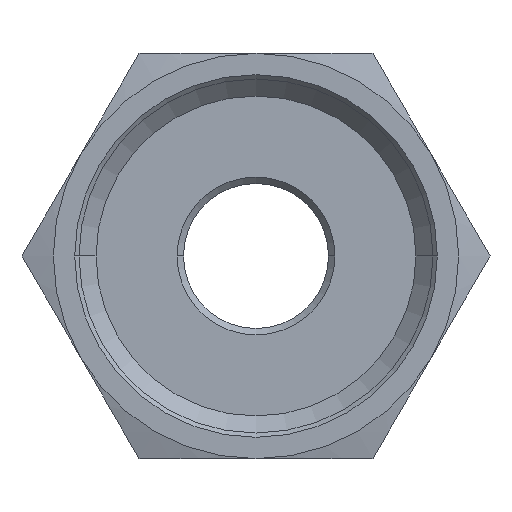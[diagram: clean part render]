
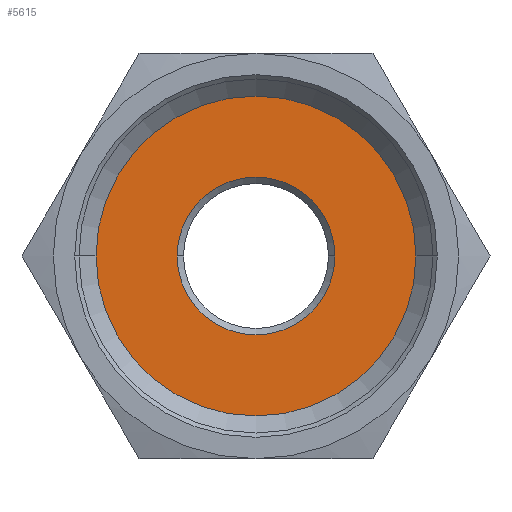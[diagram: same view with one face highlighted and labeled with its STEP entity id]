
A CAD part, left-side view. The second image highlights one B-rep face of the part: STEP entity #5615.
In plain terms, the highlighted planar face has unit normal (-1, 0, 0).
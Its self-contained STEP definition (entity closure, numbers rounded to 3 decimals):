
#2242=CARTESIAN_POINT('',(11.5,0.,0.));
#2243=DIRECTION('',(1.,0.,0.));
#2244=DIRECTION('',(0.,1.,0.));
#2245=AXIS2_PLACEMENT_3D('',#2242,#2243,#2244);
#2247=CARTESIAN_POINT('',(11.5,0.,0.));
#2248=DIRECTION('',(-1.,0.,0.));
#2249=DIRECTION('',(0.,1.,0.));
#2250=AXIS2_PLACEMENT_3D('',#2247,#2248,#2249);
#2252=CARTESIAN_POINT('',(11.5,0.,0.));
#2253=DIRECTION('',(-1.,0.,0.));
#2254=DIRECTION('',(0.,1.,0.));
#2255=AXIS2_PLACEMENT_3D('',#2252,#2253,#2254);
#2270=CARTESIAN_POINT('',(11.5,0.,0.));
#2271=DIRECTION('',(1.,0.,0.));
#2272=DIRECTION('',(0.,1.,0.));
#2273=AXIS2_PLACEMENT_3D('',#2270,#2271,#2272);
#2522=CARTESIAN_POINT('',(11.5,7.5,0.));
#2524=VERTEX_POINT('',#2522);
#2526=CARTESIAN_POINT('',(11.5,-7.5,0.));
#2528=VERTEX_POINT('',#2526);
#2932=CARTESIAN_POINT('',(11.5,3.7,0.));
#2933=CARTESIAN_POINT('',(11.5,-3.7,0.));
#2934=VERTEX_POINT('',#2932);
#2935=VERTEX_POINT('',#2933);
#5600=CARTESIAN_POINT('',(11.5,0.,0.));
#5601=DIRECTION('',(-1.,0.,0.));
#5602=DIRECTION('',(0.,1.,0.));
#5603=AXIS2_PLACEMENT_3D('',#5600,#5601,#5602);
#5604=PLANE('',#5603);
#5605=ORIENTED_EDGE('',*,*,#5582,.T.);
#5606=ORIENTED_EDGE('',*,*,#5593,.F.);
#5607=EDGE_LOOP('',(#5605,#5606));
#5608=FACE_OUTER_BOUND('',#5607,.F.);
#5610=ORIENTED_EDGE('',*,*,#5609,.T.);
#5612=ORIENTED_EDGE('',*,*,#5611,.F.);
#5613=EDGE_LOOP('',(#5610,#5612));
#5614=FACE_BOUND('',#5613,.F.);
#5615=ADVANCED_FACE('',(#5608,#5614),#5604,.T.);
#2246=CIRCLE('',#2245,7.5);
#2251=CIRCLE('',#2250,7.5);
#2256=CIRCLE('',#2255,3.7);
#2274=CIRCLE('',#2273,3.7);
#5582=EDGE_CURVE('',#2524,#2528,#2246,.T.);
#5593=EDGE_CURVE('',#2524,#2528,#2251,.T.);
#5609=EDGE_CURVE('',#2934,#2935,#2256,.T.);
#5611=EDGE_CURVE('',#2934,#2935,#2274,.T.);
